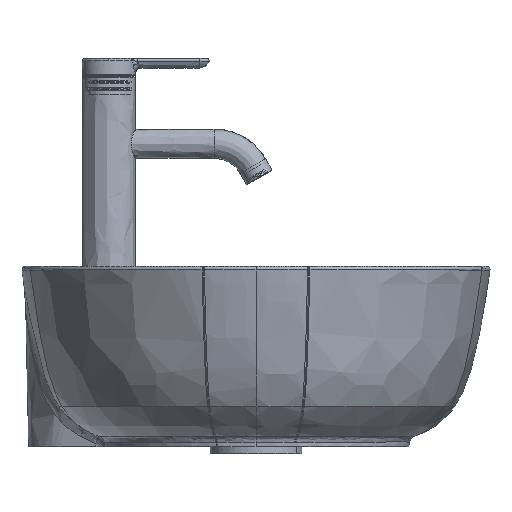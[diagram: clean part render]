
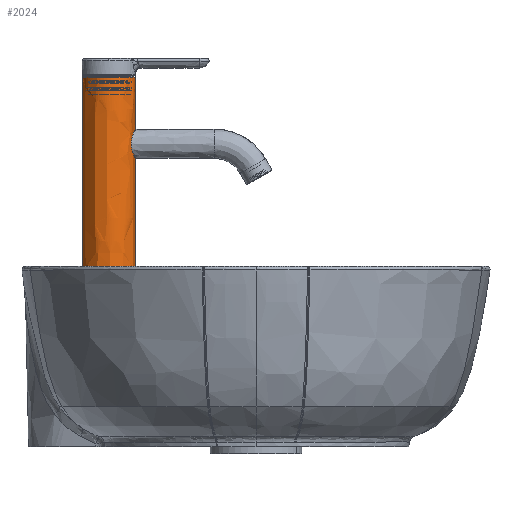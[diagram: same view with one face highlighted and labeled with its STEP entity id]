
A CAD part, left-side view. The second image highlights one B-rep face of the part: STEP entity #2024.
In plain terms, the highlighted free-form (B-spline) face has degree [2, 1] with [5, 2] control points.
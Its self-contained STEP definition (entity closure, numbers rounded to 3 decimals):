
#821=B_SPLINE_CURVE_WITH_KNOTS('',3,(#25193,#25194,#25195,#25196,#25197,
#25198,#25199,#25200,#25201,#25202,#25203,#25204,#25205,#25206,#25207,#25208,
#25209,#25210),.UNSPECIFIED.,.F.,.F.,(4,2,2,2,2,2,2,2,4),(0.,0.127,
0.251,0.375,0.5,0.625,
0.749,0.873,1.),.UNSPECIFIED.);
#2024=ADVANCED_FACE('',(#2859),#12139,.T.);
#2859=FACE_OUTER_BOUND('',#3723,.T.);
#3723=EDGE_LOOP('',(#6242,#6243,#6244,#6245,#6246,#6247));
#6242=ORIENTED_EDGE('',*,*,#9005,.T.);
#6243=ORIENTED_EDGE('',*,*,#8998,.T.);
#6244=ORIENTED_EDGE('',*,*,#8999,.F.);
#6245=ORIENTED_EDGE('',*,*,#9000,.T.);
#6246=ORIENTED_EDGE('',*,*,#9001,.T.);
#6247=ORIENTED_EDGE('',*,*,#9002,.T.);
#8998=EDGE_CURVE('',#11326,#11324,#10398,.T.);
#8999=EDGE_CURVE('',#11323,#11324,#10399,.T.);
#9000=EDGE_CURVE('',#11323,#11327,#10400,.T.);
#9001=EDGE_CURVE('',#11327,#11328,#821,.T.);
#9002=EDGE_CURVE('',#11328,#11325,#10401,.T.);
#9005=EDGE_CURVE('',#11325,#11326,#10404,.T.);
#10398=(
BOUNDED_CURVE()
B_SPLINE_CURVE(1,(#25184,#25185),.UNSPECIFIED.,.F.,.F.)
B_SPLINE_CURVE_WITH_KNOTS((2,2),(0.,158.3),.UNSPECIFIED.)
CURVE()
GEOMETRIC_REPRESENTATION_ITEM()
RATIONAL_B_SPLINE_CURVE((1.,1.))
REPRESENTATION_ITEM('')
);
#10399=(
BOUNDED_CURVE()
B_SPLINE_CURVE(2,(#25186,#25187,#25188,#25189,#25190),.UNSPECIFIED.,.F.,
 .F.)
B_SPLINE_CURVE_WITH_KNOTS((3,2,3),(0.,31.416,62.832),
 .UNSPECIFIED.)
CURVE()
GEOMETRIC_REPRESENTATION_ITEM()
RATIONAL_B_SPLINE_CURVE((1.,0.707,1.,0.707,1.))
REPRESENTATION_ITEM('')
);
#10400=(
BOUNDED_CURVE()
B_SPLINE_CURVE(1,(#25191,#25192),.UNSPECIFIED.,.F.,.F.)
B_SPLINE_CURVE_WITH_KNOTS((2,2),(0.,105.5),.UNSPECIFIED.)
CURVE()
GEOMETRIC_REPRESENTATION_ITEM()
RATIONAL_B_SPLINE_CURVE((1.,1.))
REPRESENTATION_ITEM('')
);
#10401=(
BOUNDED_CURVE()
B_SPLINE_CURVE(1,(#25211,#25212),.UNSPECIFIED.,.F.,.F.)
B_SPLINE_CURVE_WITH_KNOTS((2,2),(0.,46.8),.UNSPECIFIED.)
CURVE()
GEOMETRIC_REPRESENTATION_ITEM()
RATIONAL_B_SPLINE_CURVE((1.,1.))
REPRESENTATION_ITEM('')
);
#10404=(
BOUNDED_CURVE()
B_SPLINE_CURVE(2,(#25221,#25222,#25223,#25224,#25225),.UNSPECIFIED.,.F.,
 .F.)
B_SPLINE_CURVE_WITH_KNOTS((3,2,3),(61.82,92.922,124.024),
 .UNSPECIFIED.)
CURVE()
GEOMETRIC_REPRESENTATION_ITEM()
RATIONAL_B_SPLINE_CURVE((1.,0.707,1.,0.707,1.))
REPRESENTATION_ITEM('')
);
#11323=VERTEX_POINT('',#25095);
#11324=VERTEX_POINT('',#25096);
#11325=VERTEX_POINT('',#25097);
#11326=VERTEX_POINT('',#25098);
#11327=VERTEX_POINT('',#25099);
#11328=VERTEX_POINT('',#25100);
#12139=(
BOUNDED_SURFACE()
B_SPLINE_SURFACE(2,1,((#24723,#24724),(#24725,#24726),(#24727,#24728),(#24729,
#24730),(#24731,#24732)),.UNSPECIFIED.,.F.,.F.,.F.)
B_SPLINE_SURFACE_WITH_KNOTS((3,2,3),(2,2),(0.,40.,80.),
(0.,158.3),.UNSPECIFIED.)
GEOMETRIC_REPRESENTATION_ITEM()
RATIONAL_B_SPLINE_SURFACE(((1.,1.),(0.707,0.707),
(1.,1.),(0.707,0.707),(1.,1.)))
REPRESENTATION_ITEM('')
SURFACE()
);
#24723=CARTESIAN_POINT('',(-0.069,90.038,141.363));
#24724=CARTESIAN_POINT('',(-0.069,90.038,-16.937));
#24725=CARTESIAN_POINT('',(-20.069,90.038,141.363));
#24726=CARTESIAN_POINT('',(-20.069,90.038,-16.937));
#24727=CARTESIAN_POINT('',(-20.069,110.038,141.363));
#24728=CARTESIAN_POINT('',(-20.069,110.038,-16.937));
#24729=CARTESIAN_POINT('',(-20.069,130.038,141.363));
#24730=CARTESIAN_POINT('',(-20.069,130.038,-16.937));
#24731=CARTESIAN_POINT('',(-0.069,130.038,141.363));
#24732=CARTESIAN_POINT('',(-0.069,130.038,-16.937));
#25095=CARTESIAN_POINT('',(-0.069,90.038,-16.937));
#25096=CARTESIAN_POINT('',(-0.069,130.038,-16.937));
#25097=CARTESIAN_POINT('',(-0.069,90.038,141.363));
#25098=CARTESIAN_POINT('',(-0.069,130.038,141.363));
#25099=CARTESIAN_POINT('',(-0.069,90.038,88.563));
#25100=CARTESIAN_POINT('',(-0.069,90.038,94.563));
#25184=CARTESIAN_POINT('',(-0.069,130.038,141.363));
#25185=CARTESIAN_POINT('',(-0.069,130.038,-16.937));
#25186=CARTESIAN_POINT('',(-0.069,90.038,-16.937));
#25187=CARTESIAN_POINT('',(-20.069,90.038,-16.937));
#25188=CARTESIAN_POINT('',(-20.069,110.038,-16.937));
#25189=CARTESIAN_POINT('',(-20.069,130.038,-16.937));
#25190=CARTESIAN_POINT('',(-0.069,130.038,-16.937));
#25191=CARTESIAN_POINT('',(-0.069,90.038,-16.937));
#25192=CARTESIAN_POINT('',(-0.069,90.038,88.563));
#25193=CARTESIAN_POINT('',(-0.069,90.038,88.563));
#25194=CARTESIAN_POINT('',(-0.406,90.038,88.563));
#25195=CARTESIAN_POINT('',(-0.735,90.046,88.617));
#25196=CARTESIAN_POINT('',(-1.395,90.079,88.851));
#25197=CARTESIAN_POINT('',(-1.718,90.104,89.028));
#25198=CARTESIAN_POINT('',(-2.302,90.161,89.523));
#25199=CARTESIAN_POINT('',(-2.566,90.193,89.84));
#25200=CARTESIAN_POINT('',(-2.954,90.246,90.636));
#25201=CARTESIAN_POINT('',(-3.069,90.264,91.077));
#25202=CARTESIAN_POINT('',(-3.069,90.264,92.05));
#25203=CARTESIAN_POINT('',(-2.954,90.246,92.49));
#25204=CARTESIAN_POINT('',(-2.566,90.193,93.287));
#25205=CARTESIAN_POINT('',(-2.302,90.161,93.604));
#25206=CARTESIAN_POINT('',(-1.718,90.104,94.099));
#25207=CARTESIAN_POINT('',(-1.395,90.079,94.275));
#25208=CARTESIAN_POINT('',(-0.735,90.046,94.509));
#25209=CARTESIAN_POINT('',(-0.406,90.038,94.563));
#25210=CARTESIAN_POINT('',(-0.069,90.038,94.563));
#25211=CARTESIAN_POINT('',(-0.069,90.038,94.563));
#25212=CARTESIAN_POINT('',(-0.069,90.038,141.363));
#25221=CARTESIAN_POINT('',(-0.069,90.038,141.363));
#25222=CARTESIAN_POINT('',(-20.069,90.038,141.363));
#25223=CARTESIAN_POINT('',(-20.069,110.038,141.363));
#25224=CARTESIAN_POINT('',(-20.069,130.038,141.363));
#25225=CARTESIAN_POINT('',(-0.069,130.038,141.363));
